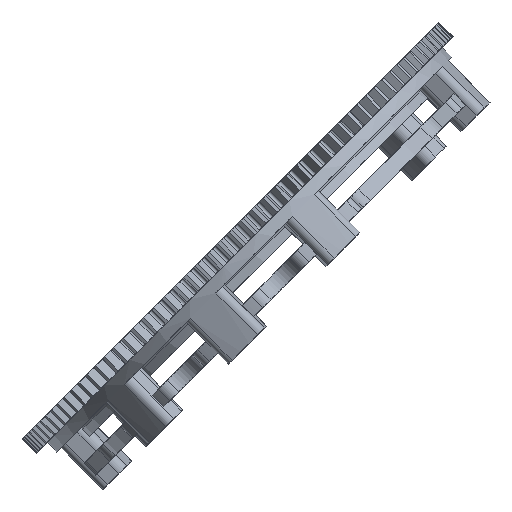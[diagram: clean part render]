
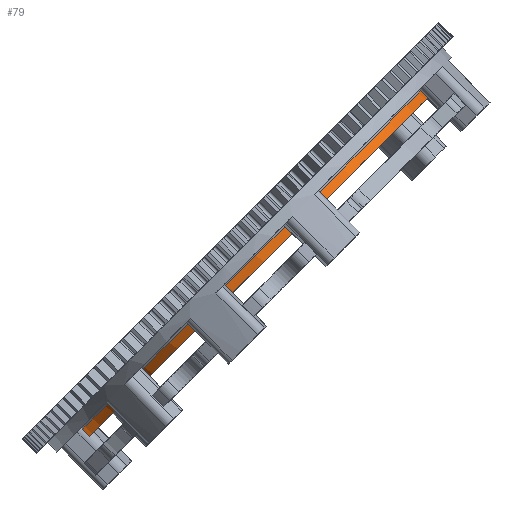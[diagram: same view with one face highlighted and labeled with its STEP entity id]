
A CAD part, front view. The second image highlights one B-rep face of the part: STEP entity #79.
In plain terms, the highlighted cylindrical face has radius 122.4 mm (diameter 244.8 mm), a full revolution.
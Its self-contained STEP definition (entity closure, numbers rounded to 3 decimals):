
#79=ADVANCED_FACE('',(#7387,#7389),#7391,.T.);
#7387=FACE_BOUND('',#7388,.T.);
#7388=EDGE_LOOP('',(#13603,#13604));
#7389=FACE_BOUND('',#7390,.T.);
#7390=EDGE_LOOP('',(#13605,#13606));
#7391=CYLINDRICAL_SURFACE('',#7392,122.4);
#7392=AXIS2_PLACEMENT_3D('',#7393,#7394,#7395);
#7393=CARTESIAN_POINT('',(23.907,0.,-23.907));
#7394=DIRECTION('',(-0.707,0.,0.707));
#7395=DIRECTION('',(0.707,0.,0.707));
#13603=ORIENTED_EDGE('',*,*,#18117,.F.);
#13604=ORIENTED_EDGE('',*,*,#18118,.F.);
#13605=ORIENTED_EDGE('',*,*,#18119,.T.);
#13606=ORIENTED_EDGE('',*,*,#18120,.T.);
#18117=EDGE_CURVE('',#20374,#20375,#20376,.T.);
#18118=EDGE_CURVE('',#20375,#20374,#20377,.T.);
#18119=EDGE_CURVE('',#20378,#20379,#20380,.T.);
#18120=EDGE_CURVE('',#20379,#20378,#20381,.T.);
#20374=VERTEX_POINT('',#24254);
#20375=VERTEX_POINT('',#24255);
#20376=CIRCLE('',#24256,122.4);
#20377=CIRCLE('',#24260,122.4);
#20378=VERTEX_POINT('',#24264);
#20379=VERTEX_POINT('',#24265);
#20380=CIRCLE('',#24266,122.4);
#20381=CIRCLE('',#24270,122.4);
#24254=CARTESIAN_POINT('',(-42.696,78.165,-90.511));
#24255=CARTESIAN_POINT('',(7.95,120.302,-39.865));
#24256=AXIS2_PLACEMENT_3D('',#24257,#24258,#24259);
#24257=CARTESIAN_POINT('',(23.907,0.,-23.907));
#24258=DIRECTION('',(0.707,0.,-0.707));
#24259=DIRECTION('',(-0.544,0.639,-0.544));
#24260=AXIS2_PLACEMENT_3D('',#24261,#24262,#24263);
#24261=CARTESIAN_POINT('',(23.907,0.,-23.907));
#24262=DIRECTION('',(0.707,0.,-0.707));
#24263=DIRECTION('',(-0.13,0.983,-0.13));
#24264=CARTESIAN_POINT('',(-46.231,78.165,-86.975));
#24265=CARTESIAN_POINT('',(-66.178,0.,-106.922));
#24266=AXIS2_PLACEMENT_3D('',#24267,#24268,#24269);
#24267=CARTESIAN_POINT('',(20.372,0.,-20.372));
#24268=DIRECTION('',(0.707,-0.,-0.707));
#24269=DIRECTION('',(-0.544,0.639,-0.544));
#24270=AXIS2_PLACEMENT_3D('',#24271,#24272,#24273);
#24271=CARTESIAN_POINT('',(20.372,0.,-20.372));
#24272=DIRECTION('',(0.707,-0.,-0.707));
#24273=DIRECTION('',(-0.707,0.,-0.707));
